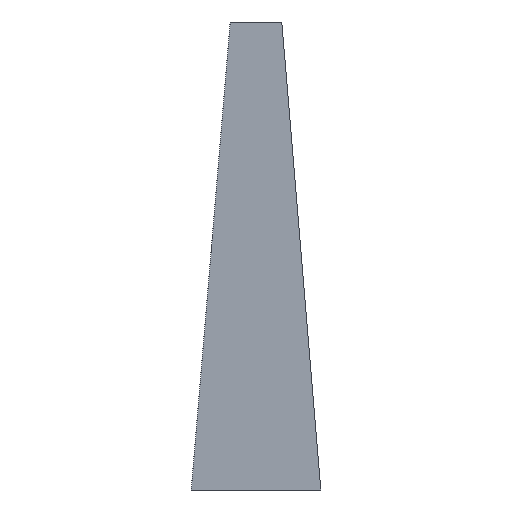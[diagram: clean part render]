
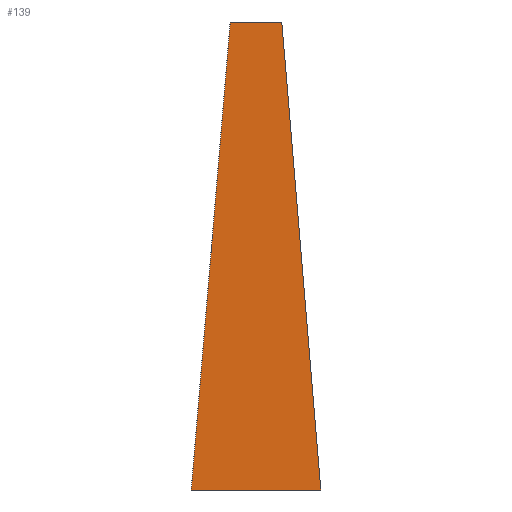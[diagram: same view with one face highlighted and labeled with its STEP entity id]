
A CAD part, front view. The second image highlights one B-rep face of the part: STEP entity #139.
In plain terms, the highlighted planar face has unit normal (0, -1, 0).
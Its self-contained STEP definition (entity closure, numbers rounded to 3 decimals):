
#1 = ORIENTED_EDGE ( 'NONE', *, *, #106, .F. ) ;
#50 = VERTEX_POINT ( 'NONE', #217 ) ;
#66 = CARTESIAN_POINT ( 'NONE',  ( 15.25, 22.6, 12.5 ) ) ;
#84 = VERTEX_POINT ( 'NONE', #576 ) ;
#106 = EDGE_CURVE ( 'NONE', #434, #84, #177, .T. ) ;
#112 = VECTOR ( 'NONE', #669, 1000. ) ;
#139 = ADVANCED_FACE ( 'NONE', ( #536 ), #702, .T. ) ;
#177 = LINE ( 'NONE', #179, #628 ) ;
#179 = CARTESIAN_POINT ( 'NONE',  ( -15.25, 22.6, 12.5 ) ) ;
#192 = CARTESIAN_POINT ( 'NONE',  ( -6.076, 22.6, 122.593 ) ) ;
#217 = CARTESIAN_POINT ( 'NONE',  ( -6.076, 22.6, 122.593 ) ) ;
#235 = ORIENTED_EDGE ( 'NONE', *, *, #718, .F. ) ;
#239 = ORIENTED_EDGE ( 'NONE', *, *, #358, .F. ) ;
#257 = CARTESIAN_POINT ( 'NONE',  ( 6.076, 22.6, 122.593 ) ) ;
#266 = VECTOR ( 'NONE', #777, 1000. ) ;
#294 = EDGE_LOOP ( 'NONE', ( #722, #1, #239, #235 ) ) ;
#343 = CARTESIAN_POINT ( 'NONE',  ( 0., 22.6, 0. ) ) ;
#358 = EDGE_CURVE ( 'NONE', #548, #434, #491, .T. ) ;
#434 = VERTEX_POINT ( 'NONE', #66 ) ;
#461 = VECTOR ( 'NONE', #667, 1000. ) ;
#491 = LINE ( 'NONE', #566, #112 ) ;
#494 = LINE ( 'NONE', #192, #461 ) ;
#526 = DIRECTION ( 'NONE',  ( -1., 0., 0. ) ) ;
#536 = FACE_OUTER_BOUND ( 'NONE', #294, .T. ) ;
#548 = VERTEX_POINT ( 'NONE', #574 ) ;
#566 = CARTESIAN_POINT ( 'NONE',  ( 15.25, 22.6, 12.5 ) ) ;
#574 = CARTESIAN_POINT ( 'NONE',  ( 6.076, 22.6, 122.593 ) ) ;
#576 = CARTESIAN_POINT ( 'NONE',  ( -15.25, 22.6, 12.5 ) ) ;
#608 = LINE ( 'NONE', #257, #266 ) ;
#628 = VECTOR ( 'NONE', #526, 1000. ) ;
#656 = DIRECTION ( 'NONE',  ( 0., 0., -1. ) ) ;
#667 = DIRECTION ( 'NONE',  ( 0.083, 0., 0.997 ) ) ;
#669 = DIRECTION ( 'NONE',  ( 0.083, 0., -0.997 ) ) ;
#702 = PLANE ( 'NONE',  #714 ) ;
#714 = AXIS2_PLACEMENT_3D ( 'NONE', #343, #773, #656 ) ;
#718 = EDGE_CURVE ( 'NONE', #50, #548, #608, .T. ) ;
#722 = ORIENTED_EDGE ( 'NONE', *, *, #768, .F. ) ;
#768 = EDGE_CURVE ( 'NONE', #84, #50, #494, .T. ) ;
#773 = DIRECTION ( 'NONE',  ( 0., -1., 0. ) ) ;
#777 = DIRECTION ( 'NONE',  ( 1., 0., 0. ) ) ;
